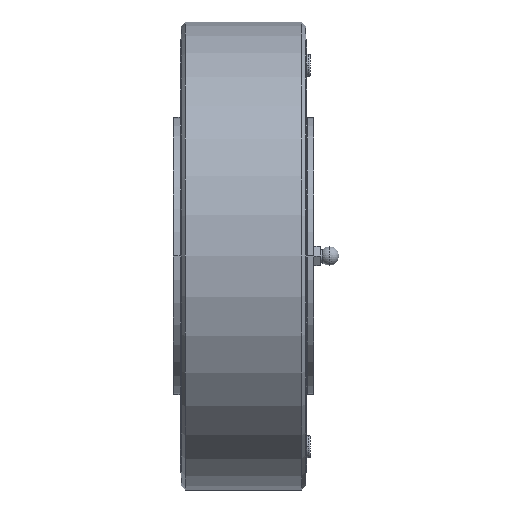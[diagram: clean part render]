
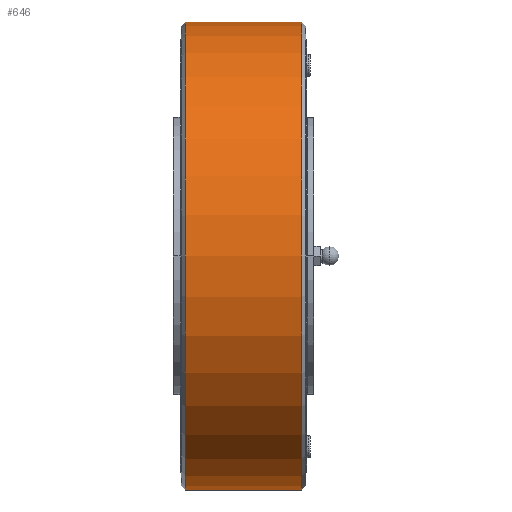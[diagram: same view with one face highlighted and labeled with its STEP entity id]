
A CAD part, front view. The second image highlights one B-rep face of the part: STEP entity #646.
In plain terms, the highlighted cylindrical face has radius 135 mm (diameter 270 mm), a partial arc.
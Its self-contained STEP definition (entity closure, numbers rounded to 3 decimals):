
#580=CARTESIAN_POINT('',(-33.5,-135.0,0.0));
#581=VERTEX_POINT('',#580);
#597=CARTESIAN_POINT('',(-33.5,135.0,0.));
#598=VERTEX_POINT('',#597);
#605=CARTESIAN_POINT('',(-33.5,0.0,0.0));
#606=DIRECTION('',(-1.0,0.0,0.0));
#607=DIRECTION('',(0.0,-1.0,0.0));
#608=AXIS2_PLACEMENT_3D('',#605,#606,#607);
#609=CIRCLE('',#608,135.0);
#610=EDGE_CURVE('',#598,#581,#609,.T.);
#615=CARTESIAN_POINT('',(36.85,0.0,0.0));
#616=DIRECTION('',(-1.0,0.0,0.0));
#617=DIRECTION('',(0.0,-1.0,0.0));
#618=AXIS2_PLACEMENT_3D('',#615,#616,#617);
#619=CYLINDRICAL_SURFACE('',#618,135.0);
#620=CARTESIAN_POINT('',(33.5,-135.0,0.0));
#621=VERTEX_POINT('',#620);
#622=CARTESIAN_POINT('',(-33.5,-135.0,0.0));
#623=DIRECTION('',(1.0,0.0,0.0));
#624=VECTOR('',#623,67.0);
#625=LINE('',#622,#624);
#626=EDGE_CURVE('',#581,#621,#625,.T.);
#627=ORIENTED_EDGE('',*,*,#626,.F.);
#628=ORIENTED_EDGE('',*,*,#610,.F.);
#629=CARTESIAN_POINT('',(33.5,135.0,0.));
#630=VERTEX_POINT('',#629);
#631=CARTESIAN_POINT('',(-33.5,135.0,0.));
#632=DIRECTION('',(1.0,0.0,0.0));
#633=VECTOR('',#632,67.0);
#634=LINE('',#631,#633);
#635=EDGE_CURVE('',#598,#630,#634,.T.);
#636=ORIENTED_EDGE('',*,*,#635,.T.);
#637=CARTESIAN_POINT('',(33.5,0.0,0.0));
#638=DIRECTION('',(-1.0,0.0,0.0));
#639=DIRECTION('',(0.0,-1.0,0.0));
#640=AXIS2_PLACEMENT_3D('',#637,#638,#639);
#641=CIRCLE('',#640,135.0);
#642=EDGE_CURVE('',#630,#621,#641,.T.);
#643=ORIENTED_EDGE('',*,*,#642,.T.);
#644=EDGE_LOOP('',(#627,#628,#636,#643));
#645=FACE_OUTER_BOUND('',#644,.T.);
#646=ADVANCED_FACE('',(#645),#619,.T.);
